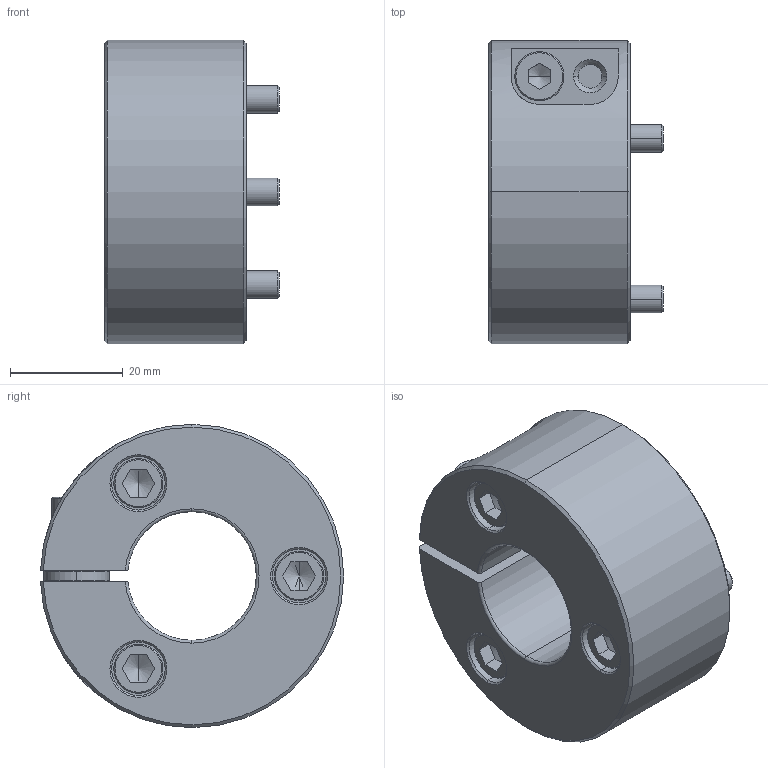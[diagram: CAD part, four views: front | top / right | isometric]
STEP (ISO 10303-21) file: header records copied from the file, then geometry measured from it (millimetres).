
FILE_DESCRIPTION (( 'STEP AP203' ), '1' );
FILE_NAME ('倅1081--020---乮冇22.8慻晅恾乯.STEP', '2021-03-31T04:03:50', ( '' ), ( '' ), 'SwSTEP 2.0', 'SolidWorks 2017', '' );
FILE_SCHEMA (( 'CONFIG_CONTROL_DESIGN' ));
Length unit declared in the file: millimetre
Products named in the file (1): 倅1081--020---乮冇22.8慻晅恾乯
Bounding box: 31 x 53.78 x 53.8 mm (x, y, z)
Volume: 44009.4 mm3; surface area: 15161.2 mm2
Topology: 6 solids, 6 shells, 162 faces, 363 edges, 222 vertices
Faces by surface type: cone 57, plane 54, cylinder 48, torus 3
Entity records: 4634 total; most frequent: CARTESIAN_POINT 860, DIRECTION 825, ORIENTED_EDGE 710, EDGE_CURVE 355, AXIS2_PLACEMENT_3D 319, VERTEX_POINT 222, EDGE_LOOP 193, LINE 187
